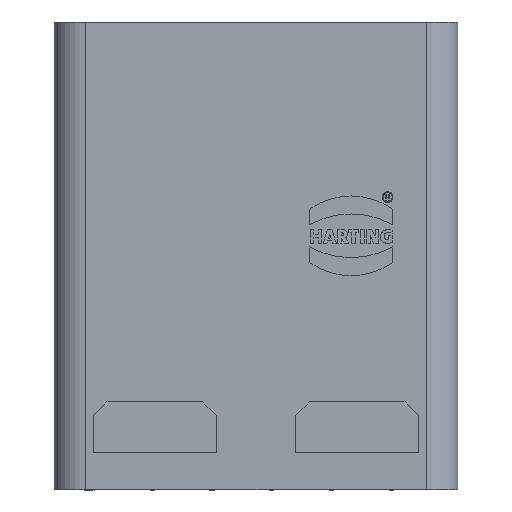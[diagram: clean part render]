
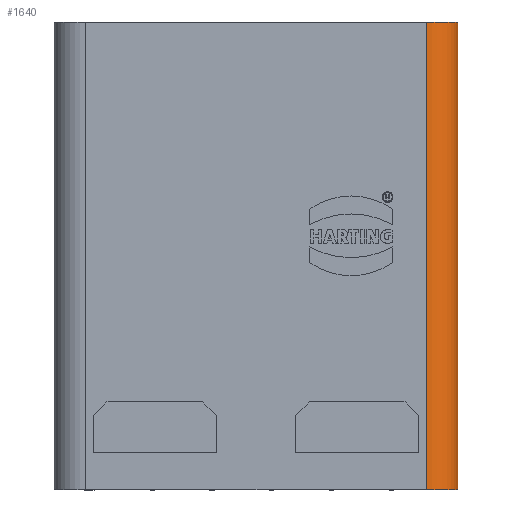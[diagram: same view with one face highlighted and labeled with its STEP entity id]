
A CAD part, left-side view. The second image highlights one B-rep face of the part: STEP entity #1640.
In plain terms, the highlighted cylindrical face has radius 2.3 mm (diameter 4.6 mm), a partial arc.
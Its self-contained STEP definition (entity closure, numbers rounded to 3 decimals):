
#832=FACE_OUTER_BOUND('',#3928,.T.);
#1394=CYLINDRICAL_SURFACE('',#15221,2.3);
#1640=ADVANCED_FACE('',(#832),#1394,.T.);
#2627=CIRCLE('',#14845,2.3);
#2750=CIRCLE('',#15017,2.3);
#3928=EDGE_LOOP('',(#5555,#5556,#5557,#5558));
#5555=ORIENTED_EDGE('',*,*,#9138,.F.);
#5556=ORIENTED_EDGE('',*,*,#9610,.F.);
#5557=ORIENTED_EDGE('',*,*,#9685,.F.);
#5558=ORIENTED_EDGE('',*,*,#9438,.F.);
#7972=VERTEX_POINT('',#19954);
#7973=VERTEX_POINT('',#19956);
#8272=VERTEX_POINT('',#20887);
#8436=VERTEX_POINT('',#21243);
#9138=EDGE_CURVE('',#7972,#7973,#2627,.T.);
#9438=EDGE_CURVE('',#7973,#8272,#12156,.T.);
#9610=EDGE_CURVE('',#8436,#7972,#12287,.T.);
#9685=EDGE_CURVE('',#8272,#8436,#2750,.T.);
#12156=LINE('',#20886,#13127);
#12287=LINE('',#21244,#13258);
#13127=VECTOR('',#16213,1.);
#13258=VECTOR('',#16468,1.);
#14845=AXIS2_PLACEMENT_3D('',#19955,#15938,#15939);
#15017=AXIS2_PLACEMENT_3D('',#21557,#16572,#16573);
#15221=AXIS2_PLACEMENT_3D('',#21875,#16983,#16984);
#15938=DIRECTION('',(0.,0.,-1.));
#15939=DIRECTION('',(1.,0.,0.));
#16213=DIRECTION('',(0.,0.,1.));
#16468=DIRECTION('',(0.,0.,-1.));
#16572=DIRECTION('',(0.,0.,1.));
#16573=DIRECTION('',(1.,0.,0.));
#16983=DIRECTION('',(0.,0.,1.));
#16984=DIRECTION('',(1.,0.,0.));
#19954=CARTESIAN_POINT('',(-12.85,-14.675,-34.));
#19955=CARTESIAN_POINT('',(-12.85,-12.375,-34.));
#19956=CARTESIAN_POINT('',(-15.15,-12.375,-34.));
#20886=CARTESIAN_POINT('',(-15.15,-12.375,-34.));
#20887=CARTESIAN_POINT('',(-15.15,-12.375,0.));
#21243=CARTESIAN_POINT('',(-12.85,-14.675,0.));
#21244=CARTESIAN_POINT('',(-12.85,-14.675,-34.));
#21557=CARTESIAN_POINT('',(-12.85,-12.375,0.));
#21875=CARTESIAN_POINT('',(-12.85,-12.375,-34.));
